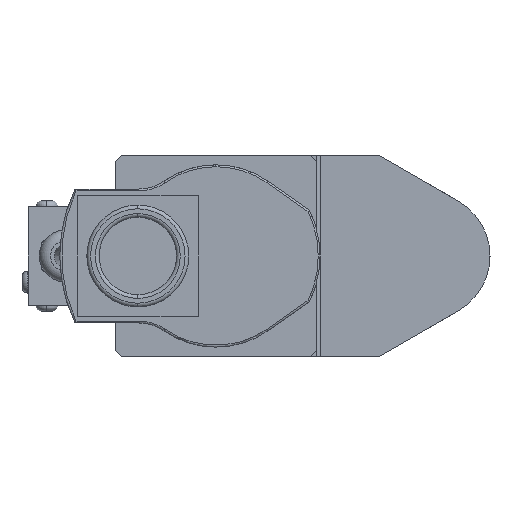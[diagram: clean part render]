
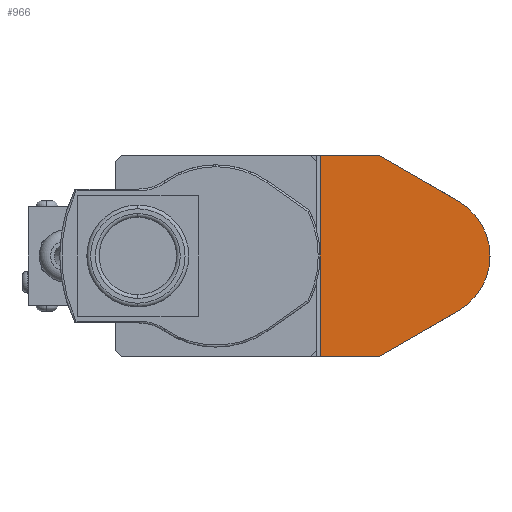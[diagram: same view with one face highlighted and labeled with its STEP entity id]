
A CAD part, left-side view. The second image highlights one B-rep face of the part: STEP entity #966.
In plain terms, the highlighted planar face has unit normal (-1, 0, 0).
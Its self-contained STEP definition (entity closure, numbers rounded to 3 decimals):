
#271 = VERTEX_POINT ( 'NONE', #9609 ) ;
#581 = DIRECTION ( 'NONE',  ( 0., 0., 1. ) ) ;
#668 = DIRECTION ( 'NONE',  ( 0., -1., 0. ) ) ;
#711 = CARTESIAN_POINT ( 'NONE',  ( -140., 12.765, 27. ) ) ;
#823 = CIRCLE ( 'NONE', #4249, 17. ) ;
#900 = DIRECTION ( 'NONE',  ( 0., 0., -1. ) ) ;
#911 = CARTESIAN_POINT ( 'NONE',  ( -140., -8.5, 14.722 ) ) ;
#966 = ADVANCED_FACE ( 'NONE', ( #2931 ), #4547, .T. ) ;
#1001 = VECTOR ( 'NONE', #6839, 1000. ) ;
#1134 = VERTEX_POINT ( 'NONE', #6443 ) ;
#1145 = ORIENTED_EDGE ( 'NONE', *, *, #5056, .T. ) ;
#1245 = LINE ( 'NONE', #911, #1001 ) ;
#1794 = ORIENTED_EDGE ( 'NONE', *, *, #2824, .T. ) ;
#1985 = CARTESIAN_POINT ( 'NONE',  ( -140., 0., 0. ) ) ;
#2824 = EDGE_CURVE ( 'NONE', #2940, #271, #7770, .T. ) ;
#2846 = ORIENTED_EDGE ( 'NONE', *, *, #10002, .T. ) ;
#2931 = FACE_OUTER_BOUND ( 'NONE', #6738, .T. ) ;
#2940 = VERTEX_POINT ( 'NONE', #6811 ) ;
#2974 = LINE ( 'NONE', #7455, #4993 ) ;
#3455 = EDGE_CURVE ( 'NONE', #271, #8226, #6319, .T. ) ;
#3547 = VERTEX_POINT ( 'NONE', #6078 ) ;
#4249 = AXIS2_PLACEMENT_3D ( 'NONE', #10730, #5661, #581 ) ;
#4547 = PLANE ( 'NONE',  #9914 ) ;
#4993 = VECTOR ( 'NONE', #668, 1000. ) ;
#5056 = EDGE_CURVE ( 'NONE', #8226, #9661, #2974, .T. ) ;
#5399 = DIRECTION ( 'NONE',  ( 0., 0., 1. ) ) ;
#5487 = VECTOR ( 'NONE', #8357, 1000. ) ;
#5661 = DIRECTION ( 'NONE',  ( -1., 0., 0. ) ) ;
#5968 = CARTESIAN_POINT ( 'NONE',  ( -140., 28.7, 0. ) ) ;
#6078 = CARTESIAN_POINT ( 'NONE',  ( -140., -8.5, -14.722 ) ) ;
#6155 = EDGE_CURVE ( 'NONE', #3547, #1134, #823, .T. ) ;
#6176 = CARTESIAN_POINT ( 'NONE',  ( -140., 12.765, -27. ) ) ;
#6319 = LINE ( 'NONE', #5968, #8837 ) ;
#6443 = CARTESIAN_POINT ( 'NONE',  ( -140., -8.5, 14.722 ) ) ;
#6738 = EDGE_LOOP ( 'NONE', ( #1794, #8025, #1145, #8339, #9699, #2846 ) ) ;
#6811 = CARTESIAN_POINT ( 'NONE',  ( -140., 12.765, 27. ) ) ;
#6839 = DIRECTION ( 'NONE',  ( 0., 0.866, 0.5 ) ) ;
#7455 = CARTESIAN_POINT ( 'NONE',  ( -140., 82., -27. ) ) ;
#7770 = LINE ( 'NONE', #711, #5487 ) ;
#7835 = CARTESIAN_POINT ( 'NONE',  ( -140., 28.7, -27. ) ) ;
#8025 = ORIENTED_EDGE ( 'NONE', *, *, #3455, .T. ) ;
#8226 = VERTEX_POINT ( 'NONE', #7835 ) ;
#8339 = ORIENTED_EDGE ( 'NONE', *, *, #8456, .T. ) ;
#8357 = DIRECTION ( 'NONE',  ( 0., 1., 0. ) ) ;
#8456 = EDGE_CURVE ( 'NONE', #9661, #3547, #10907, .T. ) ;
#8663 = VECTOR ( 'NONE', #9047, 1000. ) ;
#8837 = VECTOR ( 'NONE', #900, 1000. ) ;
#9047 = DIRECTION ( 'NONE',  ( 0., -0.866, 0.5 ) ) ;
#9609 = CARTESIAN_POINT ( 'NONE',  ( -140., 28.7, 27. ) ) ;
#9661 = VERTEX_POINT ( 'NONE', #6176 ) ;
#9699 = ORIENTED_EDGE ( 'NONE', *, *, #6155, .T. ) ;
#9909 = CARTESIAN_POINT ( 'NONE',  ( -140., 12.765, -27. ) ) ;
#9914 = AXIS2_PLACEMENT_3D ( 'NONE', #1985, #10495, #5399 ) ;
#10002 = EDGE_CURVE ( 'NONE', #1134, #2940, #1245, .T. ) ;
#10495 = DIRECTION ( 'NONE',  ( -1., 0., 0. ) ) ;
#10730 = CARTESIAN_POINT ( 'NONE',  ( -140., 0., 0. ) ) ;
#10907 = LINE ( 'NONE', #9909, #8663 ) ;
